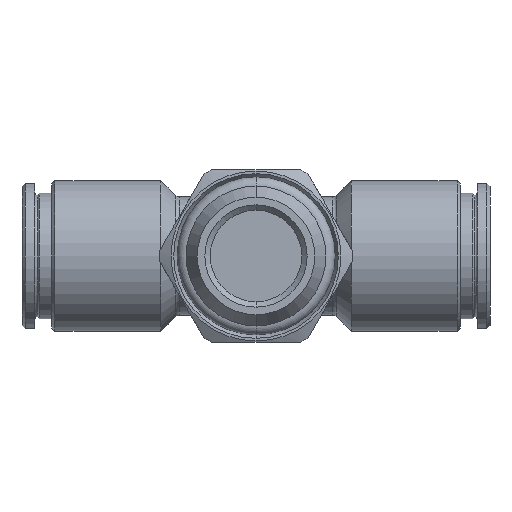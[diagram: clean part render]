
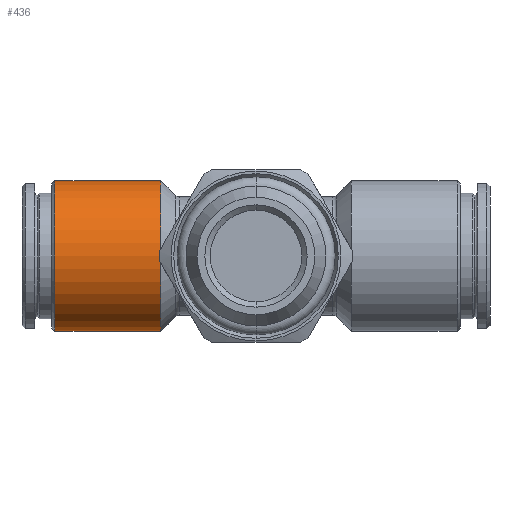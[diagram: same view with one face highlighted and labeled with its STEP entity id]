
A CAD part, front view. The second image highlights one B-rep face of the part: STEP entity #436.
In plain terms, the highlighted cylindrical face has radius 7 mm (diameter 14 mm), a partial arc.
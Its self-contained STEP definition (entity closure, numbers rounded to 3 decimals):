
#306 = VERTEX_POINT ( 'NONE', #2235 ) ;
#313 = VERTEX_POINT ( 'NONE', #2338 ) ;
#415 = ORIENTED_EDGE ( 'NONE', *, *, #509, .F. ) ;
#416 = ORIENTED_EDGE ( 'NONE', *, *, #503, .T. ) ;
#436 = ADVANCED_FACE ( 'NONE', ( #2428 ), #2427, .T. ) ;
#450 = ORIENTED_EDGE ( 'NONE', *, *, #506, .T. ) ;
#464 = ORIENTED_EDGE ( 'NONE', *, *, #502, .F. ) ;
#470 = VERTEX_POINT ( 'NONE', #2644 ) ;
#495 = VERTEX_POINT ( 'NONE', #2639 ) ;
#502 = EDGE_CURVE ( 'NONE', #495, #470, #2549, .T. ) ;
#503 = EDGE_CURVE ( 'NONE', #495, #313, #2543, .T. ) ;
#506 = EDGE_CURVE ( 'NONE', #313, #306, #2683, .T. ) ;
#507 = EDGE_LOOP ( 'NONE', ( #464, #416, #450, #415 ) ) ;
#509 = EDGE_CURVE ( 'NONE', #470, #306, #2624, .T. ) ;
#2235 = CARTESIAN_POINT ( 'NONE',  ( -8.854, 0., 7. ) ) ;
#2338 = CARTESIAN_POINT ( 'NONE',  ( -8.854, 0., -7. ) ) ;
#2423 = DIRECTION ( 'NONE',  ( 0., 0., 1. ) ) ;
#2424 = DIRECTION ( 'NONE',  ( 1., 0., 0. ) ) ;
#2425 = AXIS2_PLACEMENT_3D ( 'NONE', #2426, #2424, #2423 ) ;
#2426 = CARTESIAN_POINT ( 'NONE',  ( 0., 0., 0. ) ) ;
#2427 = CYLINDRICAL_SURFACE ( 'NONE', #2425, 7. ) ;
#2428 = FACE_OUTER_BOUND ( 'NONE', #507, .T. ) ;
#2540 = DIRECTION ( 'NONE',  ( 1., 0., 0. ) ) ;
#2541 = VECTOR ( 'NONE', #2540, 1000. ) ;
#2542 = CARTESIAN_POINT ( 'NONE',  ( 0., 0., -7. ) ) ;
#2543 = LINE ( 'NONE', #2542, #2541 ) ;
#2544 = CARTESIAN_POINT ( 'NONE',  ( -8.854, 0., 0. ) ) ;
#2545 = DIRECTION ( 'NONE',  ( 0., 0., 1. ) ) ;
#2546 = DIRECTION ( 'NONE',  ( -1., 0., 0. ) ) ;
#2547 = CARTESIAN_POINT ( 'NONE',  ( -18.7, 0., 0. ) ) ;
#2548 = AXIS2_PLACEMENT_3D ( 'NONE', #2547, #2546, #2545 ) ;
#2549 = CIRCLE ( 'NONE', #2548, 7. ) ;
#2621 = DIRECTION ( 'NONE',  ( 1., 0., 0. ) ) ;
#2622 = VECTOR ( 'NONE', #2621, 1000. ) ;
#2623 = CARTESIAN_POINT ( 'NONE',  ( 0., 0., 7. ) ) ;
#2624 = LINE ( 'NONE', #2623, #2622 ) ;
#2639 = CARTESIAN_POINT ( 'NONE',  ( -18.7, 0., -7. ) ) ;
#2644 = CARTESIAN_POINT ( 'NONE',  ( -18.7, 0., 7. ) ) ;
#2680 = DIRECTION ( 'NONE',  ( 0., 0., 1. ) ) ;
#2681 = DIRECTION ( 'NONE',  ( -1., 0., 0. ) ) ;
#2682 = AXIS2_PLACEMENT_3D ( 'NONE', #2544, #2681, #2680 ) ;
#2683 = CIRCLE ( 'NONE', #2682, 7. ) ;
